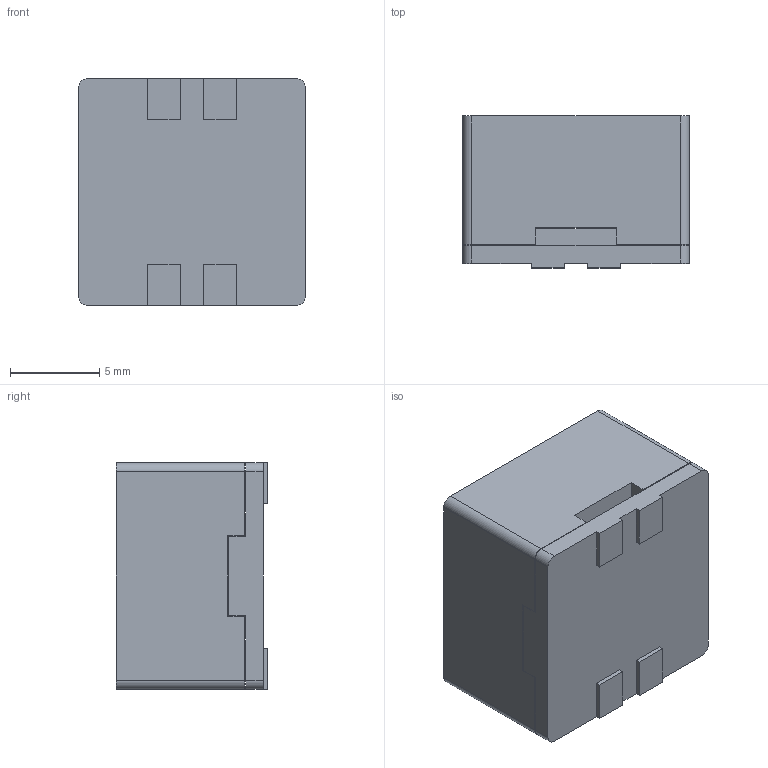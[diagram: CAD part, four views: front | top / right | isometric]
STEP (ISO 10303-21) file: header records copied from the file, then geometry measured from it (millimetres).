
FILE_DESCRIPTION(('STEP AP242'),'1');
FILE_NAME('srr1208-6r5ml.stp','2022-07-29T16:10:08',('TraceParts'),('TraceParts S.A.'),'Spatial InterOp 3D',' ',' ');
FILE_SCHEMA(('AP242_MANAGED_MODEL_BASED_3D_ENGINEERING_MIM_LF {1 0 10303 442 1 1 4}'));
Length unit declared in the file: millimetre
Products named in the file (1): srr1208-6r5ml_1
Bounding box: 12.7 x 8.5 x 12.7 mm (x, y, z)
Volume: 1218.8 mm3; surface area: 1259 mm2
Topology: 2 solids, 2 shells, 80 faces, 220 edges, 146 vertices
Faces by surface type: plane 46, cylinder 24, torus 8, cone 2
Entity records: 2637 total; most frequent: CARTESIAN_POINT 528, DIRECTION 442, ORIENTED_EDGE 440, EDGE_CURVE 220, AXIS2_PLACEMENT_3D 148, VERTEX_POINT 146, LINE 146, VECTOR 146
